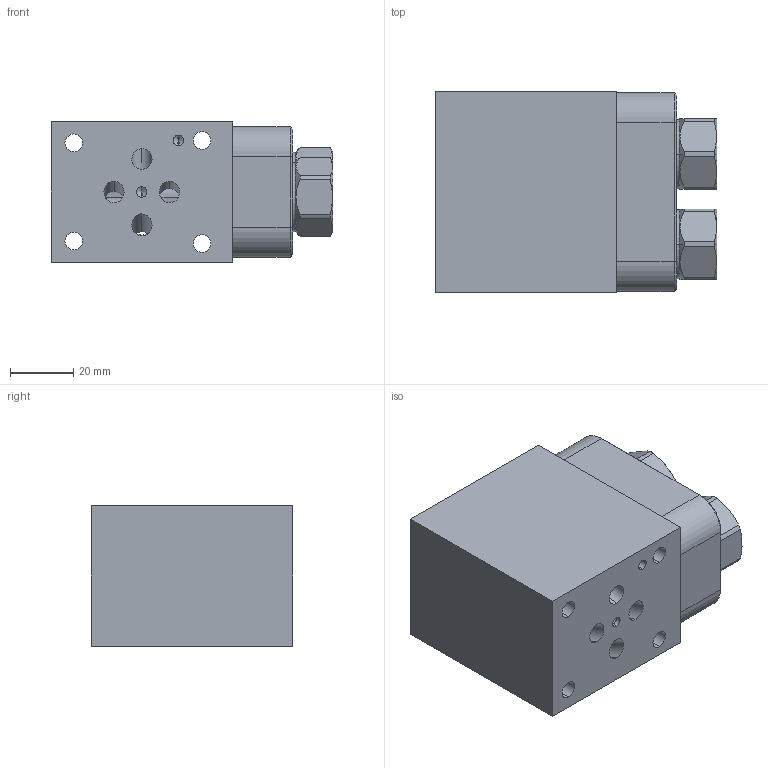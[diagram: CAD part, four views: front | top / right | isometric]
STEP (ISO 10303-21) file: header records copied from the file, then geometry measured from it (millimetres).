
FILE_DESCRIPTION((''),'2;1');
FILE_NAME('YFCJXHNAA_ASM','2024-08-14T',('ProEService'),(''),'PRO/ENGINEER BY PARAMETRIC TECHNOLOGY CORPORATION, 2014200','PRO/ENGINEER BY PARAMETRIC TECHNOLOGY CORPORATION, 2014200','');
FILE_SCHEMA(('CONFIG_CONTROL_DESIGN'));
Length unit declared in the file: inch
Products named in the file (7): 151-099; LPDCXHN; CSABAXN; 500-001-012; 700-002; 811-001-006; YFCJXHNAA_ASM
Assembly tree (9 placements, depth 2):
  YFCJXHNAA_ASM
    151-099
    LPDCXHN
    CSABAXN
    500-001-012  x4
    700-002
    811-001-006
Bounding box: 88.87 x 63.5 x 44.45 mm (x, y, z)
Volume: 195818.8 mm3; surface area: 52845.6 mm2
Topology: 7 solids, 11 shells, 461 faces, 1429 edges, 1144 vertices
Faces by surface type: cylinder 204, cone 107, plane 73, torus 44, revolution 20, sphere 13
Entity records: 19543 total; most frequent: CARTESIAN_POINT 6882, DIRECTION 2723, ORIENTED_EDGE 2184, EDGE_CURVE 1092, AXIS2_PLACEMENT_3D 1016, VERTEX_POINT 676, VECTOR 671, LINE 671
